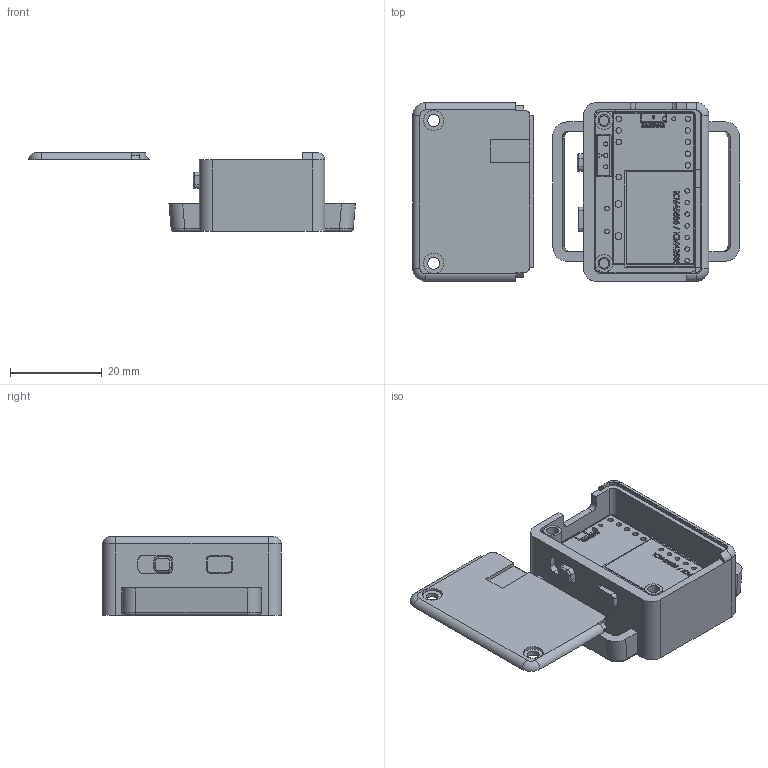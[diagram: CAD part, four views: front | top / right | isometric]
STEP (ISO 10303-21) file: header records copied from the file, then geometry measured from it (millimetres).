
FILE_DESCRIPTION(('HOOPS Exchange Step'),'2;1');
FILE_NAME('temp_export','2025-01-05T00:36:58-16:00',('colan'),('Shapr3D Limited'),'HOOPS Exchange 2024.6','Shapr3D','Authorized');
FILE_SCHEMA( ('AP242_MANAGED_MODEL_BASED_3D_ENGINEERING_MIM_LF {1 0 10303 442 1 1 4 }') );
Length unit declared in the file: millimetre
Products named in the file (7): v1.3; TopSilk; BottomSilk; Board; 3D_PCB34_2024-12-28.step; Box_v5.step; root
Assembly tree (6 placements, depth 4):
  root
    Box_v5.step
      v1.3
      3D_PCB34_2024-12-28.step
        TopSilk
        BottomSilk
        Board
Bounding box: 71.36 x 39 x 17.2 mm (x, y, z)
Volume: 8856.3 mm3; surface area: 11952.5 mm2
Topology: 10 solids, 66 shells, 328 faces, 6880 edges, 6635 vertices
Faces by surface type: plane 203, cylinder 104, torus 8, bspline 8, cone 5
Full cylindrical faces by diameter (mm): 0.914 x5, 1 x2, 1.016 x7, 1.2 x9, 1.5 x2, 2.1 x2, 2.599 x2, 2.6 x2, 3 x2, 3.831 x2, 4.4 x2
Entity records: 60319 total; most frequent: CARTESIAN_POINT 15311, ORIENTED_EDGE 7841, DIRECTION 7742, EDGE_CURVE 6880, VERTEX_POINT 6635, VECTOR 6536, LINE 6536, AXIS2_PLACEMENT_3D 603
